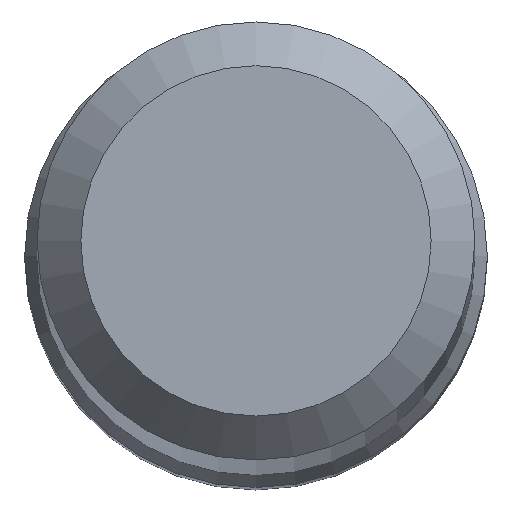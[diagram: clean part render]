
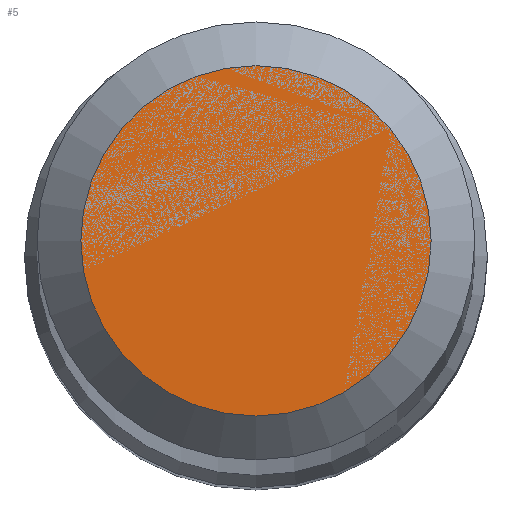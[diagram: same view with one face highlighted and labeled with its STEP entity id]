
A CAD part, top view. The second image highlights one B-rep face of the part: STEP entity #5.
In plain terms, the highlighted planar face has unit normal (0, 0, 1).
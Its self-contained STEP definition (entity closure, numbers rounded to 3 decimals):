
#5 = ADVANCED_FACE ( 'NONE', ( #51 ), #287, .F. ) ;
#17 = DIRECTION ( 'NONE',  ( 0., 0., -1. ) ) ;
#24 = VERTEX_POINT ( 'NONE', #130 ) ;
#25 = DIRECTION ( 'NONE',  ( 0., 0., -1. ) ) ;
#28 = DIRECTION ( 'NONE',  ( 0., 1., 0. ) ) ;
#51 = FACE_OUTER_BOUND ( 'NONE', #214, .T. ) ;
#68 = ORIENTED_EDGE ( 'NONE', *, *, #147, .F. ) ;
#130 = CARTESIAN_POINT ( 'NONE',  ( 0., 1.2, 70. ) ) ;
#140 = DIRECTION ( 'NONE',  ( 0., 1., 0. ) ) ;
#147 = EDGE_CURVE ( 'NONE', #24, #24, #223, .T. ) ;
#197 = AXIS2_PLACEMENT_3D ( 'NONE', #206, #17, #140 ) ;
#206 = CARTESIAN_POINT ( 'NONE',  ( 0., 0., 70. ) ) ;
#214 = EDGE_LOOP ( 'NONE', ( #68 ) ) ;
#223 = CIRCLE ( 'NONE', #271, 1.2 ) ;
#243 = CARTESIAN_POINT ( 'NONE',  ( 0., 0., 70. ) ) ;
#271 = AXIS2_PLACEMENT_3D ( 'NONE', #243, #25, #28 ) ;
#287 = PLANE ( 'NONE',  #197 ) ;
